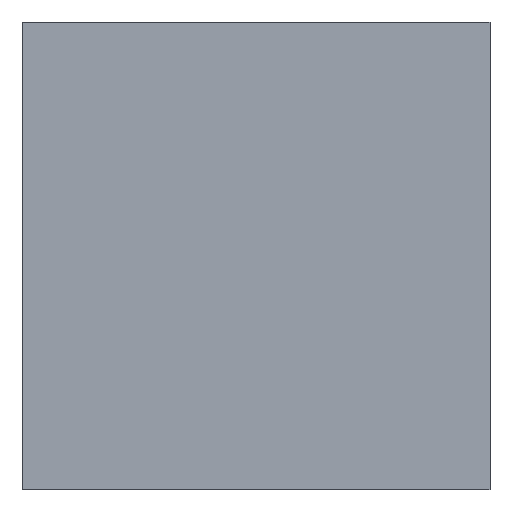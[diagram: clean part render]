
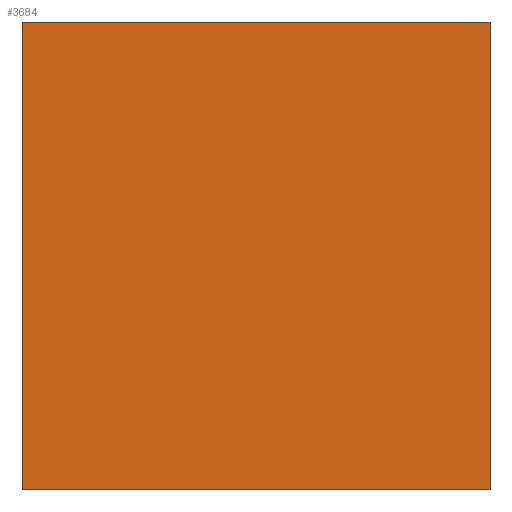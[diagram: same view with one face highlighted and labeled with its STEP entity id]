
A CAD part, front view. The second image highlights one B-rep face of the part: STEP entity #3684.
In plain terms, the highlighted planar face has unit normal (0, -1, 0).
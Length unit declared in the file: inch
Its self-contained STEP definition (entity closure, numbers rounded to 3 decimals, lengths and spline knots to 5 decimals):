
#84 = ORIENTED_EDGE ( 'NONE', *, *, #2271, .F. ) ;
#462 = VECTOR ( 'NONE', #19324, 39.37008 ) ;
#951 = VERTEX_POINT ( 'NONE', #10742 ) ;
#1750 = DIRECTION ( 'NONE',  ( 0., 1., 0. ) ) ;
#1901 = FACE_OUTER_BOUND ( 'NONE', #2851, .T. ) ;
#1969 = LINE ( 'NONE', #21733, #462 ) ;
#2267 = ORIENTED_EDGE ( 'NONE', *, *, #9323, .T. ) ;
#2271 = EDGE_CURVE ( 'NONE', #11181, #8505, #17332, .T. ) ;
#2851 = EDGE_LOOP ( 'NONE', ( #22096, #84, #7275, #2267 ) ) ;
#3230 = CARTESIAN_POINT ( 'NONE',  ( -2.5, 0., 2.5 ) ) ;
#3684 = ADVANCED_FACE ( 'NONE', ( #1901 ), #28080, .F. ) ;
#5237 = DIRECTION ( 'NONE',  ( 1., 0., 0. ) ) ;
#6357 = AXIS2_PLACEMENT_3D ( 'NONE', #23691, #1750, #17113 ) ;
#7275 = ORIENTED_EDGE ( 'NONE', *, *, #19830, .F. ) ;
#8505 = VERTEX_POINT ( 'NONE', #11527 ) ;
#9323 = EDGE_CURVE ( 'NONE', #16467, #951, #1969, .T. ) ;
#10605 = EDGE_CURVE ( 'NONE', #951, #8505, #21609, .T. ) ;
#10742 = CARTESIAN_POINT ( 'NONE',  ( -2.5, 0., -2.5 ) ) ;
#11181 = VERTEX_POINT ( 'NONE', #18572 ) ;
#11198 = CARTESIAN_POINT ( 'NONE',  ( -2.5, 0., -2.5 ) ) ;
#11527 = CARTESIAN_POINT ( 'NONE',  ( 2.5, 0., -2.5 ) ) ;
#15007 = VECTOR ( 'NONE', #15476, 39.37008 ) ;
#15476 = DIRECTION ( 'NONE',  ( 1., 0., 0. ) ) ;
#16467 = VERTEX_POINT ( 'NONE', #18086 ) ;
#17113 = DIRECTION ( 'NONE',  ( -1., 0., 0. ) ) ;
#17332 = LINE ( 'NONE', #23602, #17361 ) ;
#17361 = VECTOR ( 'NONE', #19186, 39.37008 ) ;
#18086 = CARTESIAN_POINT ( 'NONE',  ( -2.5, 0., 2.5 ) ) ;
#18462 = LINE ( 'NONE', #3230, #23180 ) ;
#18572 = CARTESIAN_POINT ( 'NONE',  ( 2.5, 0., 2.5 ) ) ;
#19186 = DIRECTION ( 'NONE',  ( 0., 0., -1. ) ) ;
#19324 = DIRECTION ( 'NONE',  ( 0., 0., -1. ) ) ;
#19830 = EDGE_CURVE ( 'NONE', #16467, #11181, #18462, .T. ) ;
#21609 = LINE ( 'NONE', #11198, #15007 ) ;
#21733 = CARTESIAN_POINT ( 'NONE',  ( -2.5, 0., 2.5 ) ) ;
#22096 = ORIENTED_EDGE ( 'NONE', *, *, #10605, .T. ) ;
#23180 = VECTOR ( 'NONE', #5237, 39.37008 ) ;
#23602 = CARTESIAN_POINT ( 'NONE',  ( 2.5, 0., 2.5 ) ) ;
#23691 = CARTESIAN_POINT ( 'NONE',  ( -2.5, 0., 2.5 ) ) ;
#28080 = PLANE ( 'NONE',  #6357 ) ;
